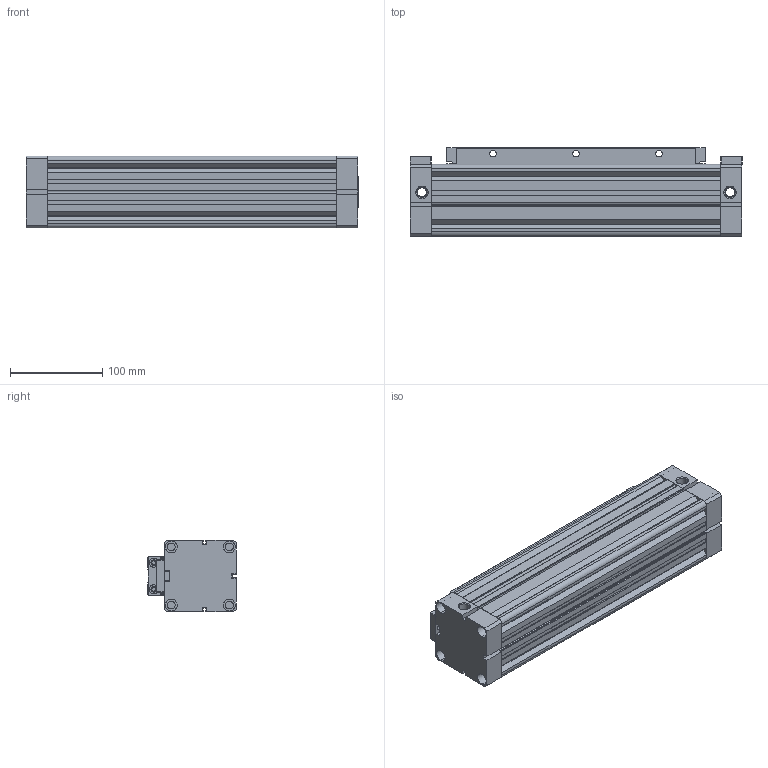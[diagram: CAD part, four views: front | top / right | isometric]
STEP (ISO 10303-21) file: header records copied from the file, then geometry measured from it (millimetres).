
FILE_DESCRIPTION (( 'STEP AP214' ), '1' );
FILE_NAME ('ZS 50-0 RODLESS CYLINDER.STEP', '2010-08-06T15:30:39', ( '' ), ( '' ), 'SwSTEP 2.0', 'SolidWorks 2010', '' );
FILE_SCHEMA (( 'AUTOMOTIVE_DESIGN' ));
Length unit declared in the file: millimetre
Products named in the file (6): ZS  50  BORU; ZS  50  KAPAK; KIZAKLI PÝSTON; SIYIRICI; BANT KAPAÐI; ZS  50-0  RODLESS  CYLINDER
Assembly tree (8 placements, depth 2):
  ZS  50-0  RODLESS  CYLINDER
    SIYIRICI  x2
    BANT KAPAÐI  x2
    ZS  50  BORU
    ZS  50  KAPAK  x2
    KIZAKLI PÝSTON
Bounding box: 360 x 96 x 78 mm (x, y, z)
Volume: 2207195.8 mm3; surface area: 342499.5 mm2
Topology: 8 solids, 8 shells, 498 faces, 1342 edges, 884 vertices
Faces by surface type: plane 244, cylinder 222, cone 32
Entity records: 12013 total; most frequent: CARTESIAN_POINT 2356, DIRECTION 1931, ORIENTED_EDGE 1926, EDGE_CURVE 963, AXIS2_PLACEMENT_3D 675, VERTEX_POINT 636, VECTOR 581, LINE 581
